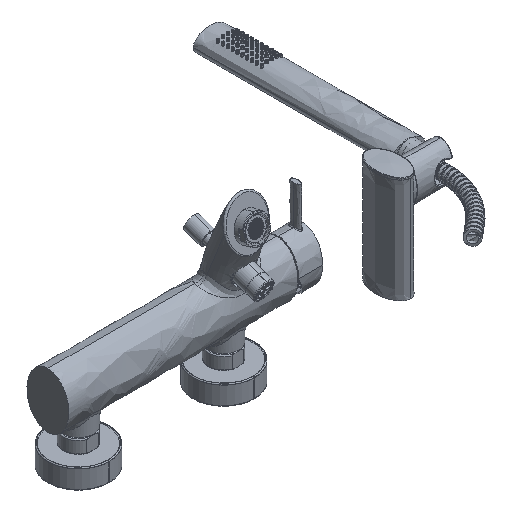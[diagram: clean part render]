
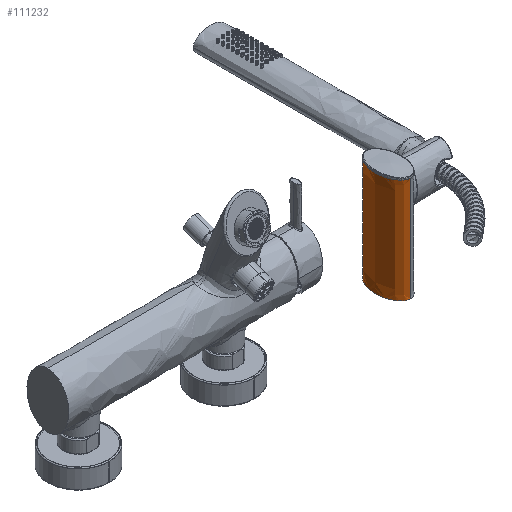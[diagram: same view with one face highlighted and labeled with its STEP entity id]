
A CAD part, isometric view. The second image highlights one B-rep face of the part: STEP entity #111232.
In plain terms, the highlighted face is a extrusion surface.
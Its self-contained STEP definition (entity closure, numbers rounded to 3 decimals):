
#106519=CARTESIAN_POINT('',(-23.,0.,108.));
#106520=CARTESIAN_POINT('',(-23.,-0.402,108.));
#106521=CARTESIAN_POINT('',(-22.94,-1.206,108.));
#106522=CARTESIAN_POINT('',(-22.556,-2.87,108.));
#106523=CARTESIAN_POINT('',(-21.539,-4.984,108.));
#106524=CARTESIAN_POINT('',(-19.396,-7.431,108.));
#106525=CARTESIAN_POINT('',(-16.381,-9.615,108.));
#106526=CARTESIAN_POINT('',(-12.661,-11.385,108.));
#106527=CARTESIAN_POINT('',(-8.492,-12.642,108.));
#106528=CARTESIAN_POINT('',(-4.89,-13.239,108.));
#106529=CARTESIAN_POINT('',(-2.055,-13.465,108.));
#106530=CARTESIAN_POINT('',(0.,-13.518,108.));
#106531=CARTESIAN_POINT('',(2.055,-13.465,108.));
#106532=CARTESIAN_POINT('',(4.89,-13.239,108.));
#106533=CARTESIAN_POINT('',(8.492,-12.642,108.));
#106534=CARTESIAN_POINT('',(12.661,-11.385,108.));
#106535=CARTESIAN_POINT('',(16.381,-9.615,108.));
#106536=CARTESIAN_POINT('',(19.396,-7.431,108.));
#106537=CARTESIAN_POINT('',(21.539,-4.984,108.));
#106538=CARTESIAN_POINT('',(22.556,-2.87,108.));
#106539=CARTESIAN_POINT('',(22.94,-1.206,108.));
#106540=CARTESIAN_POINT('',(23.,-0.402,108.));
#106541=CARTESIAN_POINT('',(23.,0.,108.));
#106637=DIRECTION('',(0.,0.,1.));
#106638=VECTOR('',#106637,108.);
#106639=CARTESIAN_POINT('',(-23.,0.,0.));
#106640=LINE('',#106639,#106638);
#106644=DIRECTION('',(0.,0.,1.));
#106645=VECTOR('',#106644,108.);
#106646=CARTESIAN_POINT('',(23.,0.,0.));
#106647=LINE('',#106646,#106645);
#106824=CARTESIAN_POINT('',(23.,0.,0.));
#106825=CARTESIAN_POINT('',(23.,-0.402,0.));
#106826=CARTESIAN_POINT('',(22.94,-1.206,0.));
#106827=CARTESIAN_POINT('',(22.556,-2.87,0.));
#106828=CARTESIAN_POINT('',(21.539,-4.984,0.));
#106829=CARTESIAN_POINT('',(19.396,-7.431,0.));
#106830=CARTESIAN_POINT('',(16.381,-9.615,0.));
#106831=CARTESIAN_POINT('',(12.661,-11.385,0.));
#106832=CARTESIAN_POINT('',(8.492,-12.642,0.));
#106833=CARTESIAN_POINT('',(4.89,-13.239,0.));
#106834=CARTESIAN_POINT('',(2.055,-13.465,0.));
#106835=CARTESIAN_POINT('',(0.,-13.518,0.));
#106836=CARTESIAN_POINT('',(-2.055,-13.465,0.));
#106837=CARTESIAN_POINT('',(-4.89,-13.239,0.));
#106838=CARTESIAN_POINT('',(-8.492,-12.642,0.));
#106839=CARTESIAN_POINT('',(-12.661,-11.385,0.));
#106840=CARTESIAN_POINT('',(-16.381,-9.615,0.));
#106841=CARTESIAN_POINT('',(-19.396,-7.431,0.));
#106842=CARTESIAN_POINT('',(-21.539,-4.984,0.));
#106843=CARTESIAN_POINT('',(-22.556,-2.87,0.));
#106844=CARTESIAN_POINT('',(-22.94,-1.206,0.));
#106845=CARTESIAN_POINT('',(-23.,-0.402,0.));
#106846=CARTESIAN_POINT('',(-23.,0.,0.));
#111123=CARTESIAN_POINT('',(23.,0.,0.));
#111124=CARTESIAN_POINT('',(23.,0.,108.));
#111125=VERTEX_POINT('',#111123);
#111126=VERTEX_POINT('',#111124);
#111127=CARTESIAN_POINT('',(-23.,0.,0.));
#111128=CARTESIAN_POINT('',(-23.,0.,108.));
#111129=VERTEX_POINT('',#111127);
#111130=VERTEX_POINT('',#111128);
#111191=CARTESIAN_POINT('',(-22.964,0.774,-5.4));
#111192=CARTESIAN_POINT('',(-22.988,0.515,-5.4));
#111193=CARTESIAN_POINT('',(-23.019,-0.145,-5.4));
#111194=CARTESIAN_POINT('',(-22.94,-1.206,-5.4));
#111195=CARTESIAN_POINT('',(-22.556,-2.87,-5.4));
#111196=CARTESIAN_POINT('',(-21.539,-4.984,-5.4));
#111197=CARTESIAN_POINT('',(-19.396,-7.431,-5.4));
#111198=CARTESIAN_POINT('',(-16.381,-9.615,-5.4));
#111199=CARTESIAN_POINT('',(-12.661,-11.385,-5.4));
#111200=CARTESIAN_POINT('',(-8.492,-12.642,-5.4));
#111201=CARTESIAN_POINT('',(-4.89,-13.239,-5.4));
#111202=CARTESIAN_POINT('',(-2.055,-13.465,-5.4));
#111203=CARTESIAN_POINT('',(0.,-13.518,-5.4));
#111204=CARTESIAN_POINT('',(2.055,-13.465,-5.4));
#111205=CARTESIAN_POINT('',(4.89,-13.239,-5.4));
#111206=CARTESIAN_POINT('',(8.492,-12.642,-5.4));
#111207=CARTESIAN_POINT('',(12.661,-11.385,-5.4));
#111208=CARTESIAN_POINT('',(16.381,-9.615,-5.4));
#111209=CARTESIAN_POINT('',(19.396,-7.431,-5.4));
#111210=CARTESIAN_POINT('',(21.539,-4.984,-5.4));
#111211=CARTESIAN_POINT('',(22.556,-2.87,-5.4));
#111212=CARTESIAN_POINT('',(22.94,-1.206,-5.4));
#111213=CARTESIAN_POINT('',(23.019,-0.145,-5.4));
#111214=CARTESIAN_POINT('',(22.988,0.515,-5.4));
#111215=CARTESIAN_POINT('',(22.964,0.774,-5.4));
#111220=DIRECTION('',(0.,0.,1.));
#111221=VECTOR('',#111220,1.);
#111222=SURFACE_OF_LINEAR_EXTRUSION('',#111216,#111221);
#111223=ORIENTED_EDGE('',*,*,#111149,.T.);
#111225=ORIENTED_EDGE('',*,*,#111224,.F.);
#111227=ORIENTED_EDGE('',*,*,#111226,.T.);
#111229=ORIENTED_EDGE('',*,*,#111228,.T.);
#111230=EDGE_LOOP('',(#111223,#111225,#111227,#111229));
#111231=FACE_OUTER_BOUND('',#111230,.F.);
#111232=ADVANCED_FACE('',(#111231),#111222,.T.);
#106542=B_SPLINE_CURVE_WITH_KNOTS('',3,(#106519,#106520,#106521,#106522,#106523,
#106524,#106525,#106526,#106527,#106528,#106529,#106530,#106531,#106532,#106533,
#106534,#106535,#106536,#106537,#106538,#106539,#106540,#106541),.UNSPECIFIED.,
.F.,.F.,(4,1,1,1,1,1,1,1,1,1,1,1,1,1,1,1,1,1,1,1,4),(0.,0.031,0.063,
0.125,0.188,0.25,0.313,0.375,0.438,0.469,0.5,0.531,
0.563,0.625,0.688,0.75,0.813,0.875,0.938,0.969,1.),
.UNSPECIFIED.);
#106847=B_SPLINE_CURVE_WITH_KNOTS('',3,(#106824,#106825,#106826,#106827,#106828,
#106829,#106830,#106831,#106832,#106833,#106834,#106835,#106836,#106837,#106838,
#106839,#106840,#106841,#106842,#106843,#106844,#106845,#106846),.UNSPECIFIED.,
.F.,.F.,(4,1,1,1,1,1,1,1,1,1,1,1,1,1,1,1,1,1,1,1,4),(0.,0.031,0.063,
0.125,0.188,0.25,0.313,0.375,0.438,0.469,0.5,0.531,
0.563,0.625,0.688,0.75,0.813,0.875,0.938,0.969,1.),
.UNSPECIFIED.);
#111149=EDGE_CURVE('',#111130,#111126,#106542,.T.);
#111216=B_SPLINE_CURVE_WITH_KNOTS('',3,(#111191,#111192,#111193,#111194,#111195,
#111196,#111197,#111198,#111199,#111200,#111201,#111202,#111203,#111204,#111205,
#111206,#111207,#111208,#111209,#111210,#111211,#111212,#111213,#111214,
#111215),.UNSPECIFIED.,.F.,.F.,(4,1,1,1,1,1,1,1,1,1,1,1,1,1,1,1,1,1,1,1,1,1,4),(
0.,0.019,0.049,0.079,0.139,
0.2,0.26,0.32,0.38,
0.44,0.47,0.5,0.53,0.56,
0.62,0.68,0.74,0.8,
0.861,0.921,0.951,0.981,1.),
.UNSPECIFIED.);
#111224=EDGE_CURVE('',#111125,#111126,#106647,.T.);
#111226=EDGE_CURVE('',#111125,#111129,#106847,.T.);
#111228=EDGE_CURVE('',#111129,#111130,#106640,.T.);
